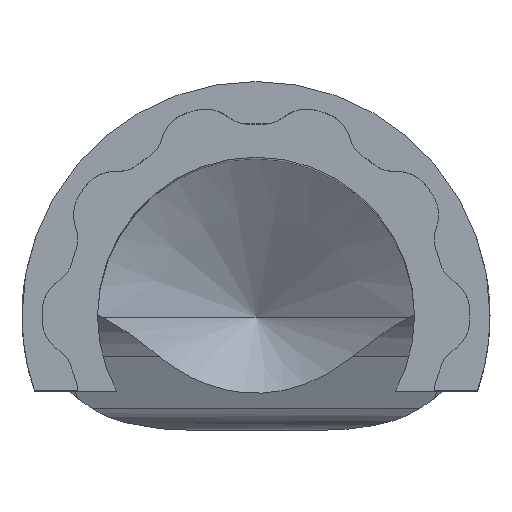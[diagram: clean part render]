
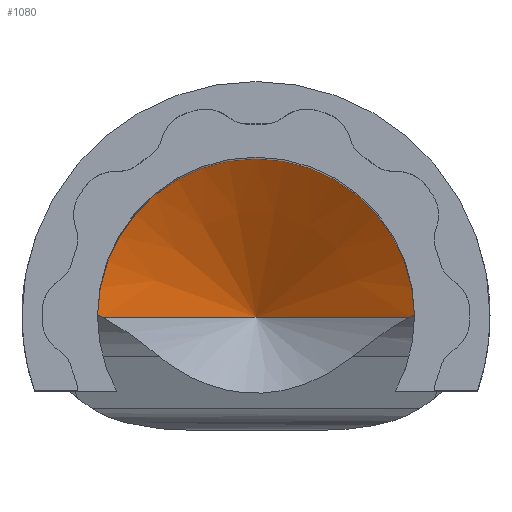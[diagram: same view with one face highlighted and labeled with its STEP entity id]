
A CAD part, top view. The second image highlights one B-rep face of the part: STEP entity #1080.
In plain terms, the highlighted conical face has half-angle 59 degrees and reference radius 10.5 mm.
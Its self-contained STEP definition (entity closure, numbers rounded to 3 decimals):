
#66 = CARTESIAN_POINT ( 'NONE',  ( -10.499, 0.166, -60. ) ) ;
#154 = EDGE_CURVE ( 'NONE', #3233, #3274, #1040, .T. ) ;
#165 = CARTESIAN_POINT ( 'NONE',  ( -10.499, 0.166, -60. ) ) ;
#271 = CARTESIAN_POINT ( 'NONE',  ( 0., 0., -66.309 ) ) ;
#308 = VECTOR ( 'NONE', #3115, 1000. ) ;
#315 = EDGE_LOOP ( 'NONE', ( #1638, #1694, #365, #1942, #609 ) ) ;
#365 = ORIENTED_EDGE ( 'NONE', *, *, #2882, .T. ) ;
#456 = CARTESIAN_POINT ( 'NONE',  ( -10.283, 0.057, -60.131 ) ) ;
#519 = DIRECTION ( 'NONE',  ( 0., 0., 1. ) ) ;
#609 = ORIENTED_EDGE ( 'NONE', *, *, #1277, .T. ) ;
#738 = B_SPLINE_CURVE_WITH_KNOTS ( 'NONE', 3,
 ( #165, #2348, #456, #2358 ),
 .UNSPECIFIED., .F., .F.,
 ( 4, 4 ),
 ( 0., 0. ),
 .UNSPECIFIED. ) ;
#902 = CARTESIAN_POINT ( 'NONE',  ( 10.39, 0.112, -60.066 ) ) ;
#1040 = LINE ( 'NONE', #2356, #308 ) ;
#1052 = EDGE_CURVE ( 'NONE', #3233, #1586, #1192, .T. ) ;
#1076 = AXIS2_PLACEMENT_3D ( 'NONE', #2155, #519, #1623 ) ;
#1080 = ADVANCED_FACE ( 'NONE', ( #1837 ), #3078, .F. ) ;
#1192 = LINE ( 'NONE', #3227, #1356 ) ;
#1233 = B_SPLINE_CURVE_WITH_KNOTS ( 'NONE', 3,
 ( #1361, #3305, #902, #2791 ),
 .UNSPECIFIED., .F., .F.,
 ( 4, 4 ),
 ( 0.005, 0.005 ),
 .UNSPECIFIED. ) ;
#1253 = CARTESIAN_POINT ( 'NONE',  ( 0., 0., -60. ) ) ;
#1277 = EDGE_CURVE ( 'NONE', #3388, #3274, #738, .T. ) ;
#1347 = DIRECTION ( 'NONE',  ( 0.857, 0., 0.515 ) ) ;
#1356 = VECTOR ( 'NONE', #1347, 1000. ) ;
#1361 = CARTESIAN_POINT ( 'NONE',  ( 10.176, 0., -60.195 ) ) ;
#1521 = DIRECTION ( 'NONE',  ( 1., 0., 0. ) ) ;
#1586 = VERTEX_POINT ( 'NONE', #1822 ) ;
#1623 = DIRECTION ( 'NONE',  ( 1., 0., 0. ) ) ;
#1638 = ORIENTED_EDGE ( 'NONE', *, *, #154, .F. ) ;
#1694 = ORIENTED_EDGE ( 'NONE', *, *, #1052, .T. ) ;
#1822 = CARTESIAN_POINT ( 'NONE',  ( 10.176, 0., -60.195 ) ) ;
#1837 = FACE_OUTER_BOUND ( 'NONE', #315, .T. ) ;
#1929 = CARTESIAN_POINT ( 'NONE',  ( -10.176, 0., -60.195 ) ) ;
#1942 = ORIENTED_EDGE ( 'NONE', *, *, #3001, .T. ) ;
#2155 = CARTESIAN_POINT ( 'NONE',  ( 0., 0., -60. ) ) ;
#2348 = CARTESIAN_POINT ( 'NONE',  ( -10.39, 0.112, -60.066 ) ) ;
#2356 = CARTESIAN_POINT ( 'NONE',  ( -10.5, 0., -60. ) ) ;
#2358 = CARTESIAN_POINT ( 'NONE',  ( -10.176, 0., -60.195 ) ) ;
#2486 = CIRCLE ( 'NONE', #3326, 10.5 ) ;
#2674 = VERTEX_POINT ( 'NONE', #3125 ) ;
#2791 = CARTESIAN_POINT ( 'NONE',  ( 10.499, 0.166, -60. ) ) ;
#2882 = EDGE_CURVE ( 'NONE', #1586, #2674, #1233, .T. ) ;
#3001 = EDGE_CURVE ( 'NONE', #2674, #3388, #2486, .T. ) ;
#3078 = CONICAL_SURFACE ( 'NONE', #1076, 10.5, 1.03 ) ;
#3115 = DIRECTION ( 'NONE',  ( -0.857, 0., 0.515 ) ) ;
#3125 = CARTESIAN_POINT ( 'NONE',  ( 10.499, 0.166, -60. ) ) ;
#3132 = DIRECTION ( 'NONE',  ( 0., 0., 1. ) ) ;
#3227 = CARTESIAN_POINT ( 'NONE',  ( 10.5, 0., -60. ) ) ;
#3233 = VERTEX_POINT ( 'NONE', #271 ) ;
#3274 = VERTEX_POINT ( 'NONE', #1929 ) ;
#3305 = CARTESIAN_POINT ( 'NONE',  ( 10.283, 0.057, -60.131 ) ) ;
#3326 = AXIS2_PLACEMENT_3D ( 'NONE', #1253, #3132, #1521 ) ;
#3388 = VERTEX_POINT ( 'NONE', #66 ) ;
